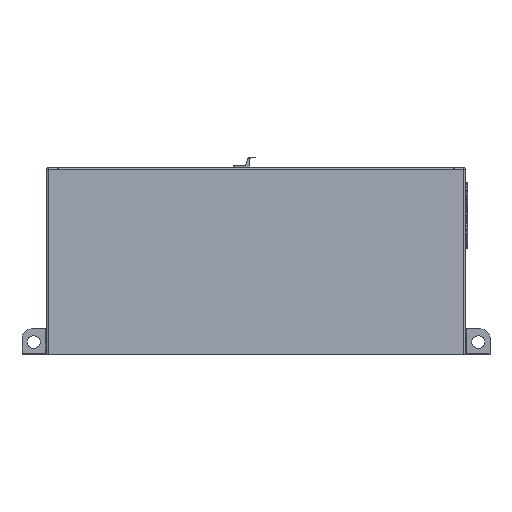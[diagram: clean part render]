
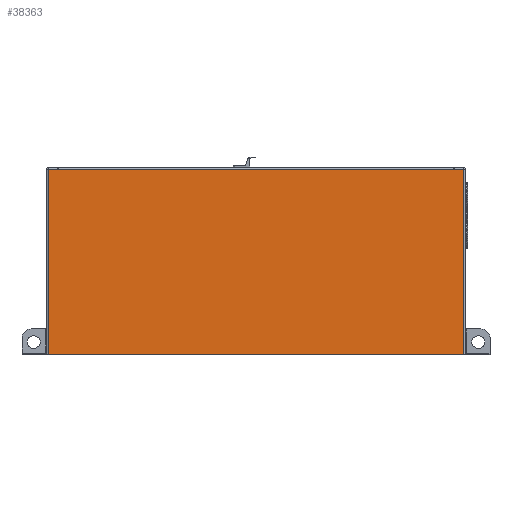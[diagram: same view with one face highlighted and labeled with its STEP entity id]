
A CAD part, left-side view. The second image highlights one B-rep face of the part: STEP entity #38363.
In plain terms, the highlighted planar face has unit normal (-1, 0, 0).
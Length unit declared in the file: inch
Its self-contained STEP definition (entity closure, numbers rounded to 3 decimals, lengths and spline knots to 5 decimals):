
#969 = ORIENTED_EDGE ( 'NONE', *, *, #29255, .T. ) ;
#2084 = EDGE_CURVE ( 'NONE', #35215, #53314, #43295, .T. ) ;
#3268 = LINE ( 'NONE', #27687, #13109 ) ;
#4253 = DIRECTION ( 'NONE',  ( 0., -1., 0. ) ) ;
#5124 = EDGE_CURVE ( 'NONE', #46206, #8344, #24228, .T. ) ;
#6404 = ORIENTED_EDGE ( 'NONE', *, *, #47056, .F. ) ;
#6438 = DIRECTION ( 'NONE',  ( 0., 0., -1. ) ) ;
#7353 = DIRECTION ( 'NONE',  ( 0., 0., 1. ) ) ;
#7520 = VECTOR ( 'NONE', #53315, 39.37008 ) ;
#7977 = ORIENTED_EDGE ( 'NONE', *, *, #24218, .T. ) ;
#8015 = VERTEX_POINT ( 'NONE', #49340 ) ;
#8344 = VERTEX_POINT ( 'NONE', #18944 ) ;
#8665 = EDGE_CURVE ( 'NONE', #53314, #47952, #20775, .T. ) ;
#10759 = LINE ( 'NONE', #45266, #45477 ) ;
#11887 = ORIENTED_EDGE ( 'NONE', *, *, #2084, .T. ) ;
#13109 = VECTOR ( 'NONE', #6438, 39.37008 ) ;
#13542 = VECTOR ( 'NONE', #4253, 39.37008 ) ;
#14213 = EDGE_CURVE ( 'NONE', #35222, #46206, #18701, .T. ) ;
#15223 = DIRECTION ( 'NONE',  ( 0., 0., 1. ) ) ;
#15419 = CARTESIAN_POINT ( 'NONE',  ( -8.365, -11.005, 5.07 ) ) ;
#16028 = DIRECTION ( 'NONE',  ( 0., 0., -1. ) ) ;
#16060 = EDGE_CURVE ( 'NONE', #19794, #20772, #30823, .T. ) ;
#16551 = EDGE_LOOP ( 'NONE', ( #969, #52696, #51425, #36517, #22984, #51853, #30528, #7977, #6404, #11887, #31351, #48564 ) ) ;
#17093 = VECTOR ( 'NONE', #15223, 39.37008 ) ;
#17181 = AXIS2_PLACEMENT_3D ( 'NONE', #23235, #52513, #27445 ) ;
#18491 = CARTESIAN_POINT ( 'NONE',  ( -8.365, -11.53, 5.095 ) ) ;
#18701 = LINE ( 'NONE', #24043, #7520 ) ;
#18944 = CARTESIAN_POINT ( 'NONE',  ( -8.365, -11.005, 5.095 ) ) ;
#19794 = VERTEX_POINT ( 'NONE', #27299 ) ;
#20772 = VERTEX_POINT ( 'NONE', #53666 ) ;
#20775 = LINE ( 'NONE', #43459, #30574 ) ;
#22043 = LINE ( 'NONE', #28467, #44316 ) ;
#22071 = LINE ( 'NONE', #33556, #13542 ) ;
#22984 = ORIENTED_EDGE ( 'NONE', *, *, #26983, .F. ) ;
#23009 = CARTESIAN_POINT ( 'NONE',  ( -8.365, 12.99, 5.095 ) ) ;
#23235 = CARTESIAN_POINT ( 'NONE',  ( -8.365, 12.99, -5.195 ) ) ;
#23905 = VERTEX_POINT ( 'NONE', #29977 ) ;
#24043 = CARTESIAN_POINT ( 'NONE',  ( -8.365, -11.53, 5.195 ) ) ;
#24167 = CARTESIAN_POINT ( 'NONE',  ( -8.365, 12.99, -5.195 ) ) ;
#24218 = EDGE_CURVE ( 'NONE', #23905, #40164, #22043, .T. ) ;
#24228 = LINE ( 'NONE', #23009, #46519 ) ;
#24381 = DIRECTION ( 'NONE',  ( 0., 1., 0. ) ) ;
#24440 = VECTOR ( 'NONE', #36609, 39.37008 ) ;
#24690 = CARTESIAN_POINT ( 'NONE',  ( -8.365, 10.985, 5.07 ) ) ;
#26983 = EDGE_CURVE ( 'NONE', #19794, #47287, #27569, .T. ) ;
#27253 = PLANE ( 'NONE',  #17181 ) ;
#27299 = CARTESIAN_POINT ( 'NONE',  ( -8.365, -10.985, 5.07 ) ) ;
#27445 = DIRECTION ( 'NONE',  ( 0., 0., -1. ) ) ;
#27569 = LINE ( 'NONE', #51068, #44620 ) ;
#27687 = CARTESIAN_POINT ( 'NONE',  ( -8.365, -11.005, -5.195 ) ) ;
#28286 = DIRECTION ( 'NONE',  ( 0., 0., -1. ) ) ;
#28467 = CARTESIAN_POINT ( 'NONE',  ( -8.365, 10.985, -5.195 ) ) ;
#28832 = LINE ( 'NONE', #37621, #51120 ) ;
#28959 = EDGE_CURVE ( 'NONE', #20772, #23905, #10759, .T. ) ;
#29255 = EDGE_CURVE ( 'NONE', #8015, #35222, #45421, .T. ) ;
#29935 = CARTESIAN_POINT ( 'NONE',  ( -8.365, 11.53, 5.095 ) ) ;
#29977 = CARTESIAN_POINT ( 'NONE',  ( -8.365, 10.985, 5.095 ) ) ;
#30528 = ORIENTED_EDGE ( 'NONE', *, *, #28959, .T. ) ;
#30574 = VECTOR ( 'NONE', #47671, 39.37008 ) ;
#30823 = LINE ( 'NONE', #40504, #43274 ) ;
#31351 = ORIENTED_EDGE ( 'NONE', *, *, #8665, .T. ) ;
#31432 = DIRECTION ( 'NONE',  ( 0., 1., 0. ) ) ;
#33556 = CARTESIAN_POINT ( 'NONE',  ( -8.365, 12.99, 5.07 ) ) ;
#35215 = VERTEX_POINT ( 'NONE', #39656 ) ;
#35222 = VERTEX_POINT ( 'NONE', #44432 ) ;
#36517 = ORIENTED_EDGE ( 'NONE', *, *, #45643, .T. ) ;
#36609 = DIRECTION ( 'NONE',  ( 0., -1., 0. ) ) ;
#37621 = CARTESIAN_POINT ( 'NONE',  ( -8.365, 11.53, -5.195 ) ) ;
#38363 = ADVANCED_FACE ( 'NONE', ( #51108 ), #27253, .F. ) ;
#39656 = CARTESIAN_POINT ( 'NONE',  ( -8.365, 11.005, 5.07 ) ) ;
#40164 = VERTEX_POINT ( 'NONE', #24690 ) ;
#40504 = CARTESIAN_POINT ( 'NONE',  ( -8.365, -10.985, -5.195 ) ) ;
#42748 = EDGE_CURVE ( 'NONE', #47952, #8015, #28832, .T. ) ;
#43274 = VECTOR ( 'NONE', #7353, 39.37008 ) ;
#43295 = LINE ( 'NONE', #44530, #17093 ) ;
#43459 = CARTESIAN_POINT ( 'NONE',  ( -8.365, 12.99, 5.095 ) ) ;
#44316 = VECTOR ( 'NONE', #28286, 39.37008 ) ;
#44432 = CARTESIAN_POINT ( 'NONE',  ( -8.365, -11.53, -5.195 ) ) ;
#44530 = CARTESIAN_POINT ( 'NONE',  ( -8.365, 11.005, -5.195 ) ) ;
#44620 = VECTOR ( 'NONE', #47229, 39.37008 ) ;
#45266 = CARTESIAN_POINT ( 'NONE',  ( -8.365, 12.99, 5.095 ) ) ;
#45421 = LINE ( 'NONE', #24167, #24440 ) ;
#45477 = VECTOR ( 'NONE', #24381, 39.37008 ) ;
#45643 = EDGE_CURVE ( 'NONE', #8344, #47287, #3268, .T. ) ;
#46206 = VERTEX_POINT ( 'NONE', #18491 ) ;
#46519 = VECTOR ( 'NONE', #31432, 39.37008 ) ;
#47056 = EDGE_CURVE ( 'NONE', #35215, #40164, #22071, .T. ) ;
#47145 = CARTESIAN_POINT ( 'NONE',  ( -8.365, 11.005, 5.095 ) ) ;
#47229 = DIRECTION ( 'NONE',  ( 0., -1., 0. ) ) ;
#47287 = VERTEX_POINT ( 'NONE', #15419 ) ;
#47671 = DIRECTION ( 'NONE',  ( 0., 1., 0. ) ) ;
#47952 = VERTEX_POINT ( 'NONE', #29935 ) ;
#48564 = ORIENTED_EDGE ( 'NONE', *, *, #42748, .T. ) ;
#49340 = CARTESIAN_POINT ( 'NONE',  ( -8.365, 11.53, -5.195 ) ) ;
#51068 = CARTESIAN_POINT ( 'NONE',  ( -8.365, 12.99, 5.07 ) ) ;
#51108 = FACE_OUTER_BOUND ( 'NONE', #16551, .T. ) ;
#51120 = VECTOR ( 'NONE', #16028, 39.37008 ) ;
#51425 = ORIENTED_EDGE ( 'NONE', *, *, #5124, .T. ) ;
#51853 = ORIENTED_EDGE ( 'NONE', *, *, #16060, .T. ) ;
#52513 = DIRECTION ( 'NONE',  ( 1., 0., 0. ) ) ;
#52696 = ORIENTED_EDGE ( 'NONE', *, *, #14213, .T. ) ;
#53314 = VERTEX_POINT ( 'NONE', #47145 ) ;
#53315 = DIRECTION ( 'NONE',  ( 0., 0., 1. ) ) ;
#53666 = CARTESIAN_POINT ( 'NONE',  ( -8.365, -10.985, 5.095 ) ) ;
